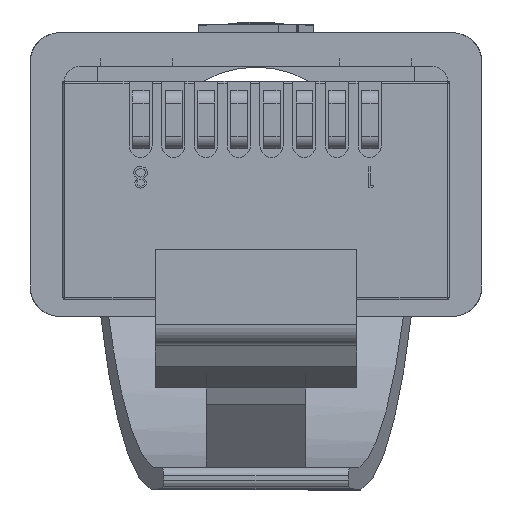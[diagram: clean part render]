
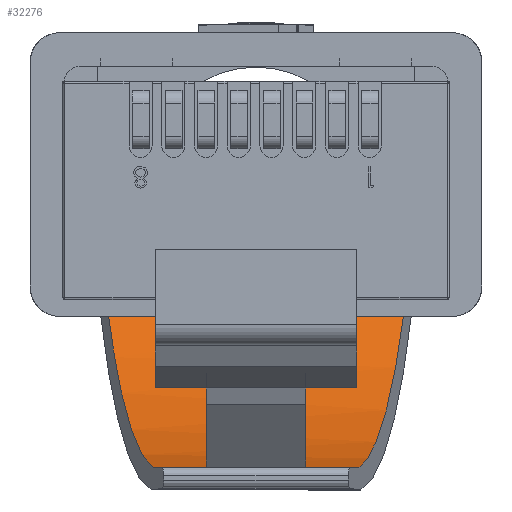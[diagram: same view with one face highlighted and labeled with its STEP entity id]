
A CAD part, front view. The second image highlights one B-rep face of the part: STEP entity #32276.
In plain terms, the highlighted cylindrical face has radius 12.7 mm (diameter 25.4 mm), a partial arc.
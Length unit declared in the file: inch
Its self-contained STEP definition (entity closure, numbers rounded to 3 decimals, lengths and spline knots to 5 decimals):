
#23099 = CARTESIAN_POINT ( 'NONE',  ( -0.16223, 0.27309, 0.14571 ) ) ;
#23101 = CARTESIAN_POINT ( 'NONE',  ( -0.17563, 0.169, 0.06 ) ) ;
#23103 = CARTESIAN_POINT ( 'NONE',  ( -0.12265, 0.34896, 0.39906 ) ) ;
#23105 = CARTESIAN_POINT ( 'NONE',  ( -0.17563, 0.169, 0.06 ) ) ;
#23107 =( BOUNDED_CURVE ( )  B_SPLINE_CURVE ( 3, ( #23101, #23099, #23158, #23156 ),
 .UNSPECIFIED., .F., .T. ) 
 B_SPLINE_CURVE_WITH_KNOTS ( ( 4, 4 ),
 ( 0.68888, 1.47683 ),
 .UNSPECIFIED. ) 
 CURVE ( )  GEOMETRIC_REPRESENTATION_ITEM ( )  RATIONAL_B_SPLINE_CURVE ( ( 1., 0.949, 0.949, 1. ) ) 
 REPRESENTATION_ITEM ( '' )  );
#23108 = DIRECTION ( 'NONE',  ( 0., 0., 1. ) ) ;
#23109 = DIRECTION ( 'NONE',  ( -1., 0., 0. ) ) ;
#23110 = CARTESIAN_POINT ( 'NONE',  ( 0.185, -0.14884, 0.44598 ) ) ;
#23111 = AXIS2_PLACEMENT_3D ( 'NONE', #23110, #23109, #23108 ) ;
#23113 = CYLINDRICAL_SURFACE ( 'NONE', #23111, 0.5 ) ;
#23114 = FACE_OUTER_BOUND ( 'NONE', #32277, .T. ) ;
#23142 = CARTESIAN_POINT ( 'NONE',  ( 0.17562, 0.169, 0.06 ) ) ;
#23143 = CARTESIAN_POINT ( 'NONE',  ( 0.16223, 0.27309, 0.14571 ) ) ;
#23145 = CARTESIAN_POINT ( 'NONE',  ( 0.14362, 0.3363, 0.26482 ) ) ;
#23146 = CARTESIAN_POINT ( 'NONE',  ( 0.12265, 0.34896, 0.39906 ) ) ;
#23148 =( BOUNDED_CURVE ( )  B_SPLINE_CURVE ( 3, ( #23146, #23145, #23143, #23142 ),
 .UNSPECIFIED., .F., .T. ) 
 B_SPLINE_CURVE_WITH_KNOTS ( ( 4, 4 ),
 ( 1.66477, 2.45271 ),
 .UNSPECIFIED. ) 
 CURVE ( )  GEOMETRIC_REPRESENTATION_ITEM ( )  RATIONAL_B_SPLINE_CURVE ( ( 1., 0.949, 0.949, 1. ) ) 
 REPRESENTATION_ITEM ( '' )  );
#23149 = CARTESIAN_POINT ( 'NONE',  ( 0.12265, 0.34896, 0.39906 ) ) ;
#23150 = CARTESIAN_POINT ( 'NONE',  ( 0.17562, 0.169, 0.06 ) ) ;
#23151 = DIRECTION ( 'NONE',  ( -1., 0., 0. ) ) ;
#23152 = VECTOR ( 'NONE', #23151, 39.37008 ) ;
#23153 = CARTESIAN_POINT ( 'NONE',  ( 0.185, 0.169, 0.06 ) ) ;
#23154 = LINE ( 'NONE', #23153, #23152 ) ;
#23156 = CARTESIAN_POINT ( 'NONE',  ( -0.12265, 0.34896, 0.39906 ) ) ;
#23158 = CARTESIAN_POINT ( 'NONE',  ( -0.14362, 0.3363, 0.26482 ) ) ;
#23293 = DIRECTION ( 'NONE',  ( -1., 0., 0. ) ) ;
#23294 = VECTOR ( 'NONE', #23293, 39.37008 ) ;
#23295 = CARTESIAN_POINT ( 'NONE',  ( 0.185, 0.34896, 0.39906 ) ) ;
#23296 = LINE ( 'NONE', #23295, #23294 ) ;
#32276 = ADVANCED_FACE ( 'NONE', ( #23114 ), #23113, .F. ) ;
#32277 = EDGE_LOOP ( 'NONE', ( #32278, #32282, #32285, #32343 ) ) ;
#32278 = ORIENTED_EDGE ( 'NONE', *, *, #32279, .F. ) ;
#32279 = EDGE_CURVE ( 'NONE', #32280, #32281, #23107, .T. ) ;
#32280 = VERTEX_POINT ( 'NONE', #23105 ) ;
#32281 = VERTEX_POINT ( 'NONE', #23103 ) ;
#32282 = ORIENTED_EDGE ( 'NONE', *, *, #32283, .F. ) ;
#32283 = EDGE_CURVE ( 'NONE', #32284, #32280, #23154, .T. ) ;
#32284 = VERTEX_POINT ( 'NONE', #23150 ) ;
#32285 = ORIENTED_EDGE ( 'NONE', *, *, #32286, .F. ) ;
#32286 = EDGE_CURVE ( 'NONE', #32287, #32284, #23148, .T. ) ;
#32287 = VERTEX_POINT ( 'NONE', #23149 ) ;
#32343 = ORIENTED_EDGE ( 'NONE', *, *, #32344, .T. ) ;
#32344 = EDGE_CURVE ( 'NONE', #32287, #32281, #23296, .T. ) ;
